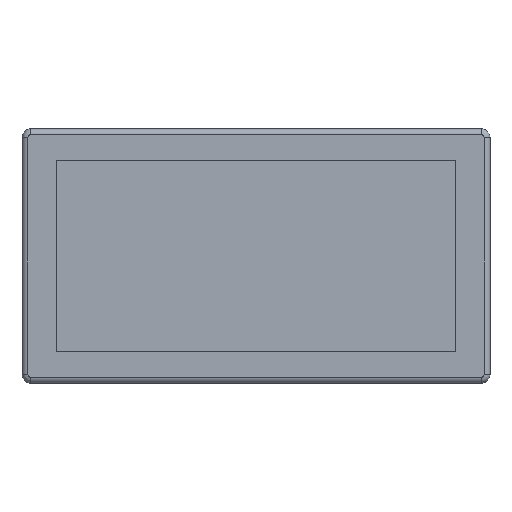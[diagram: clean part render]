
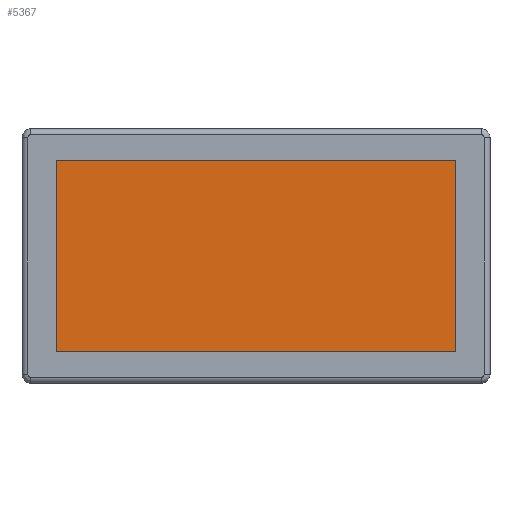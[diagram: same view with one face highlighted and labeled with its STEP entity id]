
A CAD part, top view. The second image highlights one B-rep face of the part: STEP entity #5367.
In plain terms, the highlighted planar face has unit normal (0, 0, 1).
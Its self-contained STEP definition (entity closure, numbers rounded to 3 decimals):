
#1306 = PLANE('',#1307);
#1307 = AXIS2_PLACEMENT_3D('',#1308,#1309,#1310);
#1308 = CARTESIAN_POINT('',(-33.75,-16.1,2.));
#1309 = DIRECTION('',(1.,0.,0.));
#1310 = DIRECTION('',(0.,1.,0.));
#1334 = PLANE('',#1335);
#1335 = AXIS2_PLACEMENT_3D('',#1336,#1337,#1338);
#1336 = CARTESIAN_POINT('',(-33.75,16.1,2.));
#1337 = DIRECTION('',(0.,-1.,0.));
#1338 = DIRECTION('',(1.,0.,0.));
#1362 = PLANE('',#1363);
#1363 = AXIS2_PLACEMENT_3D('',#1364,#1365,#1366);
#1364 = CARTESIAN_POINT('',(33.75,16.1,2.));
#1365 = DIRECTION('',(-1.,0.,0.));
#1366 = DIRECTION('',(0.,-1.,0.));
#1388 = PLANE('',#1389);
#1389 = AXIS2_PLACEMENT_3D('',#1390,#1391,#1392);
#1390 = CARTESIAN_POINT('',(33.75,-16.1,2.));
#1391 = DIRECTION('',(0.,1.,0.));
#1392 = DIRECTION('',(-1.,0.,0.));
#3176 = VERTEX_POINT('',#3177);
#3177 = CARTESIAN_POINT('',(-33.75,-16.1,1.));
#3198 = EDGE_CURVE('',#3176,#3199,#3201,.T.);
#3199 = VERTEX_POINT('',#3200);
#3200 = CARTESIAN_POINT('',(-33.75,16.1,1.));
#3201 = SURFACE_CURVE('',#3202,(#3206,#3213),.PCURVE_S1.);
#3202 = LINE('',#3203,#3204);
#3203 = CARTESIAN_POINT('',(-33.75,-16.1,1.));
#3204 = VECTOR('',#3205,1.);
#3205 = DIRECTION('',(0.,1.,0.));
#3206 = PCURVE('',#1306,#3207);
#3207 = DEFINITIONAL_REPRESENTATION('',(#3208),#3212);
#3208 = LINE('',#3209,#3210);
#3209 = CARTESIAN_POINT('',(0.,-1.));
#3210 = VECTOR('',#3211,1.);
#3211 = DIRECTION('',(1.,0.));
#3212 = ( GEOMETRIC_REPRESENTATION_CONTEXT(2) 
PARAMETRIC_REPRESENTATION_CONTEXT() REPRESENTATION_CONTEXT('2D SPACE',''
  ) );
#3213 = PCURVE('',#3214,#3219);
#3214 = PLANE('',#3215);
#3215 = AXIS2_PLACEMENT_3D('',#3216,#3217,#3218);
#3216 = CARTESIAN_POINT('',(0.,0.,1.));
#3217 = DIRECTION('',(0.,0.,1.));
#3218 = DIRECTION('',(1.,0.,0.));
#3219 = DEFINITIONAL_REPRESENTATION('',(#3220),#3224);
#3220 = LINE('',#3221,#3222);
#3221 = CARTESIAN_POINT('',(-33.75,-16.1));
#3222 = VECTOR('',#3223,1.);
#3223 = DIRECTION('',(0.,1.));
#3224 = ( GEOMETRIC_REPRESENTATION_CONTEXT(2) 
PARAMETRIC_REPRESENTATION_CONTEXT() REPRESENTATION_CONTEXT('2D SPACE',''
  ) );
#3252 = VERTEX_POINT('',#3253);
#3253 = CARTESIAN_POINT('',(33.75,-16.1,1.));
#3274 = EDGE_CURVE('',#3252,#3176,#3275,.T.);
#3275 = SURFACE_CURVE('',#3276,(#3280,#3287),.PCURVE_S1.);
#3276 = LINE('',#3277,#3278);
#3277 = CARTESIAN_POINT('',(33.75,-16.1,1.));
#3278 = VECTOR('',#3279,1.);
#3279 = DIRECTION('',(-1.,0.,0.));
#3280 = PCURVE('',#1388,#3281);
#3281 = DEFINITIONAL_REPRESENTATION('',(#3282),#3286);
#3282 = LINE('',#3283,#3284);
#3283 = CARTESIAN_POINT('',(0.,-1.));
#3284 = VECTOR('',#3285,1.);
#3285 = DIRECTION('',(1.,0.));
#3286 = ( GEOMETRIC_REPRESENTATION_CONTEXT(2) 
PARAMETRIC_REPRESENTATION_CONTEXT() REPRESENTATION_CONTEXT('2D SPACE',''
  ) );
#3287 = PCURVE('',#3214,#3288);
#3288 = DEFINITIONAL_REPRESENTATION('',(#3289),#3293);
#3289 = LINE('',#3290,#3291);
#3290 = CARTESIAN_POINT('',(33.75,-16.1));
#3291 = VECTOR('',#3292,1.);
#3292 = DIRECTION('',(-1.,0.));
#3293 = ( GEOMETRIC_REPRESENTATION_CONTEXT(2) 
PARAMETRIC_REPRESENTATION_CONTEXT() REPRESENTATION_CONTEXT('2D SPACE',''
  ) );
#3301 = VERTEX_POINT('',#3302);
#3302 = CARTESIAN_POINT('',(33.75,16.1,1.));
#3323 = EDGE_CURVE('',#3301,#3252,#3324,.T.);
#3324 = SURFACE_CURVE('',#3325,(#3329,#3336),.PCURVE_S1.);
#3325 = LINE('',#3326,#3327);
#3326 = CARTESIAN_POINT('',(33.75,16.1,1.));
#3327 = VECTOR('',#3328,1.);
#3328 = DIRECTION('',(0.,-1.,0.));
#3329 = PCURVE('',#1362,#3330);
#3330 = DEFINITIONAL_REPRESENTATION('',(#3331),#3335);
#3331 = LINE('',#3332,#3333);
#3332 = CARTESIAN_POINT('',(0.,-1.));
#3333 = VECTOR('',#3334,1.);
#3334 = DIRECTION('',(1.,0.));
#3335 = ( GEOMETRIC_REPRESENTATION_CONTEXT(2) 
PARAMETRIC_REPRESENTATION_CONTEXT() REPRESENTATION_CONTEXT('2D SPACE',''
  ) );
#3336 = PCURVE('',#3214,#3337);
#3337 = DEFINITIONAL_REPRESENTATION('',(#3338),#3342);
#3338 = LINE('',#3339,#3340);
#3339 = CARTESIAN_POINT('',(33.75,16.1));
#3340 = VECTOR('',#3341,1.);
#3341 = DIRECTION('',(0.,-1.));
#3342 = ( GEOMETRIC_REPRESENTATION_CONTEXT(2) 
PARAMETRIC_REPRESENTATION_CONTEXT() REPRESENTATION_CONTEXT('2D SPACE',''
  ) );
#3350 = EDGE_CURVE('',#3199,#3301,#3351,.T.);
#3351 = SURFACE_CURVE('',#3352,(#3356,#3363),.PCURVE_S1.);
#3352 = LINE('',#3353,#3354);
#3353 = CARTESIAN_POINT('',(-33.75,16.1,1.));
#3354 = VECTOR('',#3355,1.);
#3355 = DIRECTION('',(1.,0.,0.));
#3356 = PCURVE('',#1334,#3357);
#3357 = DEFINITIONAL_REPRESENTATION('',(#3358),#3362);
#3358 = LINE('',#3359,#3360);
#3359 = CARTESIAN_POINT('',(0.,-1.));
#3360 = VECTOR('',#3361,1.);
#3361 = DIRECTION('',(1.,0.));
#3362 = ( GEOMETRIC_REPRESENTATION_CONTEXT(2) 
PARAMETRIC_REPRESENTATION_CONTEXT() REPRESENTATION_CONTEXT('2D SPACE',''
  ) );
#3363 = PCURVE('',#3214,#3364);
#3364 = DEFINITIONAL_REPRESENTATION('',(#3365),#3369);
#3365 = LINE('',#3366,#3367);
#3366 = CARTESIAN_POINT('',(-33.75,16.1));
#3367 = VECTOR('',#3368,1.);
#3368 = DIRECTION('',(1.,0.));
#3369 = ( GEOMETRIC_REPRESENTATION_CONTEXT(2) 
PARAMETRIC_REPRESENTATION_CONTEXT() REPRESENTATION_CONTEXT('2D SPACE',''
  ) );
#5367 = ADVANCED_FACE('',(#5368),#3214,.T.);
#5368 = FACE_BOUND('',#5369,.F.);
#5369 = EDGE_LOOP('',(#5370,#5371,#5372,#5373));
#5370 = ORIENTED_EDGE('',*,*,#3350,.T.);
#5371 = ORIENTED_EDGE('',*,*,#3323,.T.);
#5372 = ORIENTED_EDGE('',*,*,#3274,.T.);
#5373 = ORIENTED_EDGE('',*,*,#3198,.T.);
